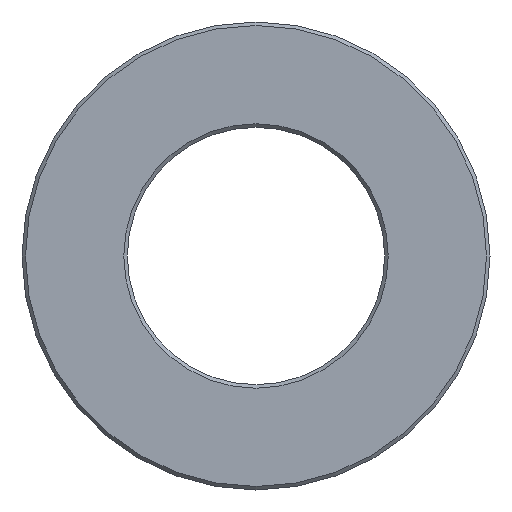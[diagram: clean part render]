
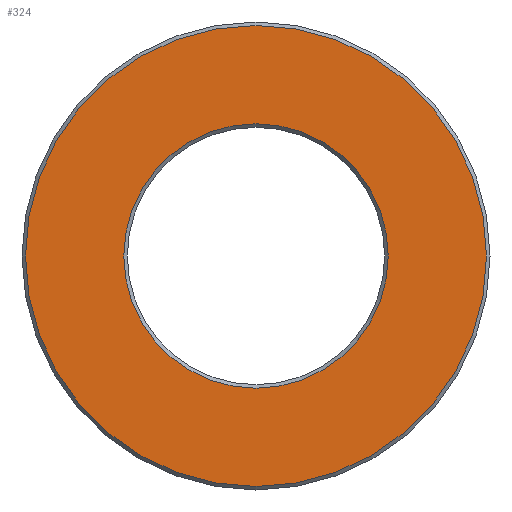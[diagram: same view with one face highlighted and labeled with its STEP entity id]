
A CAD part, left-side view. The second image highlights one B-rep face of the part: STEP entity #324.
In plain terms, the highlighted planar face has unit normal (-1, 0, 0).
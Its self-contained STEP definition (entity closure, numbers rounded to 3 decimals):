
#10 = AXIS2_PLACEMENT_3D ( 'NONE', #136, #34, #11 ) ;
#11 = DIRECTION ( 'NONE',  ( 0., 0., -1. ) ) ;
#34 = DIRECTION ( 'NONE',  ( 1., 0., 0. ) ) ;
#49 = CARTESIAN_POINT ( 'NONE',  ( 0., 0., 0. ) ) ;
#55 = EDGE_CURVE ( 'NONE', #57, #57, #297, .T. ) ;
#57 = VERTEX_POINT ( 'NONE', #281 ) ;
#62 = FACE_OUTER_BOUND ( 'NONE', #199, .T. ) ;
#72 = EDGE_CURVE ( 'NONE', #134, #134, #288, .T. ) ;
#99 = DIRECTION ( 'NONE',  ( -1., 0., 0. ) ) ;
#106 = DIRECTION ( 'NONE',  ( 0., 0., 1. ) ) ;
#134 = VERTEX_POINT ( 'NONE', #200 ) ;
#136 = CARTESIAN_POINT ( 'NONE',  ( 0., 11.3, 0. ) ) ;
#149 = DIRECTION ( 'NONE',  ( -1., 0., 0. ) ) ;
#154 = ORIENTED_EDGE ( 'NONE', *, *, #72, .T. ) ;
#155 = AXIS2_PLACEMENT_3D ( 'NONE', #221, #99, #106 ) ;
#198 = ORIENTED_EDGE ( 'NONE', *, *, #55, .F. ) ;
#199 = EDGE_LOOP ( 'NONE', ( #154 ) ) ;
#200 = CARTESIAN_POINT ( 'NONE',  ( 0., 0., 19.7 ) ) ;
#221 = CARTESIAN_POINT ( 'NONE',  ( 0., 0., 0. ) ) ;
#252 = AXIS2_PLACEMENT_3D ( 'NONE', #49, #149, #325 ) ;
#275 = EDGE_LOOP ( 'NONE', ( #198 ) ) ;
#281 = CARTESIAN_POINT ( 'NONE',  ( 0., 0., 11.3 ) ) ;
#286 = PLANE ( 'NONE',  #10 ) ;
#288 = CIRCLE ( 'NONE', #155, 19.7 ) ;
#297 = CIRCLE ( 'NONE', #252, 11.3 ) ;
#304 = FACE_BOUND ( 'NONE', #275, .T. ) ;
#324 = ADVANCED_FACE ( 'NONE', ( #304, #62 ), #286, .F. ) ;
#325 = DIRECTION ( 'NONE',  ( 0., 0., 1. ) ) ;
